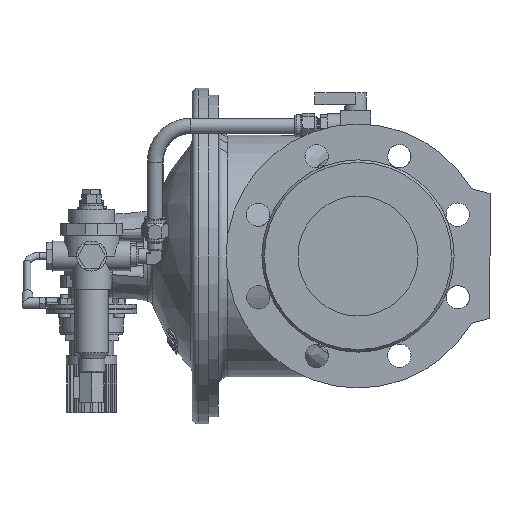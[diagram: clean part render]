
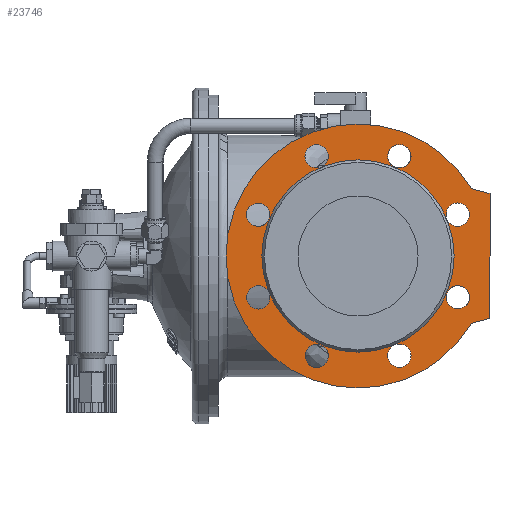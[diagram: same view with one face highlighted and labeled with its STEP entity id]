
A CAD part, left-side view. The second image highlights one B-rep face of the part: STEP entity #23746.
In plain terms, the highlighted planar face has unit normal (-1, 0, 0).
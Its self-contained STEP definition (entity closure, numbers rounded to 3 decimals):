
#11 = AXIS2_PLACEMENT_3D ( 'NONE', #5671, #5472, #5471 ) ;
#2323 = CARTESIAN_POINT ( 'NONE',  ( -172., -34.442, -83.149 ) ) ;
#2324 = DIRECTION ( 'NONE',  ( 1., 0., 0. ) ) ;
#2325 = DIRECTION ( 'NONE',  ( 0., -1., 0. ) ) ;
#2358 = VERTEX_POINT ( 'NONE', #12920 ) ;
#2368 = VERTEX_POINT ( 'NONE', #12898 ) ;
#2369 = VERTEX_POINT ( 'NONE', #12927 ) ;
#2380 = VERTEX_POINT ( 'NONE', #12914 ) ;
#2387 = VERTEX_POINT ( 'NONE', #12900 ) ;
#2406 = VERTEX_POINT ( 'NONE', #12901 ) ;
#2505 = VERTEX_POINT ( 'NONE', #12903 ) ;
#2549 = VERTEX_POINT ( 'NONE', #12895 ) ;
#4174 = CARTESIAN_POINT ( 'NONE',  ( -172., -83.149, 34.442 ) ) ;
#4175 = DIRECTION ( 'NONE',  ( 1., 0., 0. ) ) ;
#4176 = DIRECTION ( 'NONE',  ( 0., 0., 1. ) ) ;
#4421 = CARTESIAN_POINT ( 'NONE',  ( -172., 34.442, 83.149 ) ) ;
#4422 = DIRECTION ( 'NONE',  ( 1., 0., 0. ) ) ;
#4423 = DIRECTION ( 'NONE',  ( 0., 1., 0. ) ) ;
#5471 = DIRECTION ( 'NONE',  ( 0., -0.707, 0.707 ) ) ;
#5472 = DIRECTION ( 'NONE',  ( 1., 0., 0. ) ) ;
#5608 = CARTESIAN_POINT ( 'NONE',  ( -172., -110., 52. ) ) ;
#5657 = DIRECTION ( 'NONE',  ( 0., -0.966, -0.259 ) ) ;
#5671 = CARTESIAN_POINT ( 'NONE',  ( -172., -83.149, -34.442 ) ) ;
#6318 = CARTESIAN_POINT ( 'NONE',  ( -172., -110., 52. ) ) ;
#6321 = DIRECTION ( 'NONE',  ( 0., 0., -1. ) ) ;
#6346 = CARTESIAN_POINT ( 'NONE',  ( -172., -34.442, 83.149 ) ) ;
#6347 = DIRECTION ( 'NONE',  ( 1., 0., 0. ) ) ;
#6348 = DIRECTION ( 'NONE',  ( 0., 0.707, 0.707 ) ) ;
#6454 = CARTESIAN_POINT ( 'NONE',  ( -172., 83.149, -34.442 ) ) ;
#6455 = DIRECTION ( 'NONE',  ( 1., 0., 0. ) ) ;
#6456 = DIRECTION ( 'NONE',  ( 0., 0., -1. ) ) ;
#6458 = CARTESIAN_POINT ( 'NONE',  ( -172., 0., 0. ) ) ;
#6459 = DIRECTION ( 'NONE',  ( 1., 0., 0. ) ) ;
#6460 = DIRECTION ( 'NONE',  ( 0., 1., 0. ) ) ;
#6472 = CARTESIAN_POINT ( 'NONE',  ( -172., 0., 0. ) ) ;
#6473 = DIRECTION ( 'NONE',  ( 1., 0., 0. ) ) ;
#6474 = DIRECTION ( 'NONE',  ( 0., 0., -1. ) ) ;
#6661 = CARTESIAN_POINT ( 'NONE',  ( -172., 34.442, -83.149 ) ) ;
#6662 = DIRECTION ( 'NONE',  ( 1., 0., 0. ) ) ;
#6663 = DIRECTION ( 'NONE',  ( 0., -0.707, -0.707 ) ) ;
#6989 = CARTESIAN_POINT ( 'NONE',  ( -172., 83.149, 34.442 ) ) ;
#6990 = DIRECTION ( 'NONE',  ( 1., 0., 0. ) ) ;
#6991 = DIRECTION ( 'NONE',  ( 0., 0.707, -0.707 ) ) ;
#7112 = CARTESIAN_POINT ( 'NONE',  ( -172., -110., -52. ) ) ;
#7120 = DIRECTION ( 'NONE',  ( 0., 0.966, -0.259 ) ) ;
#9799 = EDGE_CURVE ( 'NONE', #14218, #14218, #38814, .T. ) ;
#9832 = EDGE_CURVE ( 'NONE', #19970, #19357, #38692, .T. ) ;
#10837 = EDGE_LOOP ( 'NONE', ( #23520 ) ) ;
#10842 = EDGE_LOOP ( 'NONE', ( #24007 ) ) ;
#10988 = EDGE_LOOP ( 'NONE', ( #23338 ) ) ;
#11207 = EDGE_LOOP ( 'NONE', ( #23287 ) ) ;
#11232 = EDGE_LOOP ( 'NONE', ( #23566 ) ) ;
#11236 = EDGE_LOOP ( 'NONE', ( #23972, #23158, #24715, #23938 ) ) ;
#11273 = EDGE_LOOP ( 'NONE', ( #23412 ) ) ;
#11417 = EDGE_LOOP ( 'NONE', ( #25022 ) ) ;
#11513 = EDGE_LOOP ( 'NONE', ( #23424 ) ) ;
#11559 = EDGE_LOOP ( 'NONE', ( #23324 ) ) ;
#12754 = CARTESIAN_POINT ( 'NONE',  ( -172., -90.043, -27.547 ) ) ;
#12895 = CARTESIAN_POINT ( 'NONE',  ( -172., -44.192, -83.149 ) ) ;
#12898 = CARTESIAN_POINT ( 'NONE',  ( -172., -27.547, 90.043 ) ) ;
#12900 = CARTESIAN_POINT ( 'NONE',  ( -172., 83.149, -44.192 ) ) ;
#12901 = CARTESIAN_POINT ( 'NONE',  ( -172., 80.101, 0. ) ) ;
#12903 = CARTESIAN_POINT ( 'NONE',  ( -172., 27.547, -90.043 ) ) ;
#12914 = CARTESIAN_POINT ( 'NONE',  ( -172., 90.043, 27.547 ) ) ;
#12920 = CARTESIAN_POINT ( 'NONE',  ( -172., -83.149, 44.192 ) ) ;
#12927 = CARTESIAN_POINT ( 'NONE',  ( -172., 44.192, 83.149 ) ) ;
#14218 = VERTEX_POINT ( 'NONE', #12754 ) ;
#14546 = CIRCLE ( 'NONE', #37751, 9.75 ) ;
#14617 = CIRCLE ( 'NONE', #37774, 9.75 ) ;
#14662 = VECTOR ( 'NONE', #7120, 1000. ) ;
#14663 = CIRCLE ( 'NONE', #37737, 9.75 ) ;
#14669 = LINE ( 'NONE', #7112, #14662 ) ;
#14747 = CIRCLE ( 'NONE', #37668, 9.75 ) ;
#14766 = CIRCLE ( 'NONE', #37684, 9.75 ) ;
#14767 = CIRCLE ( 'NONE', #37685, 80.101 ) ;
#14775 = CIRCLE ( 'NONE', #37687, 110. ) ;
#14796 = CIRCLE ( 'NONE', #37700, 9.75 ) ;
#14834 = LINE ( 'NONE', #6318, #14838 ) ;
#14838 = VECTOR ( 'NONE', #6321, 1000. ) ;
#14854 = CIRCLE ( 'NONE', #37658, 9.75 ) ;
#19352 = VERTEX_POINT ( 'NONE', #34347 ) ;
#19357 = VERTEX_POINT ( 'NONE', #34435 ) ;
#19603 = VERTEX_POINT ( 'NONE', #29763 ) ;
#19970 = VERTEX_POINT ( 'NONE', #29945 ) ;
#23158 = ORIENTED_EDGE ( 'NONE', *, *, #40416, .F. ) ;
#23287 = ORIENTED_EDGE ( 'NONE', *, *, #40503, .T. ) ;
#23324 = ORIENTED_EDGE ( 'NONE', *, *, #40306, .T. ) ;
#23338 = ORIENTED_EDGE ( 'NONE', *, *, #40259, .T. ) ;
#23412 = ORIENTED_EDGE ( 'NONE', *, *, #40410, .T. ) ;
#23424 = ORIENTED_EDGE ( 'NONE', *, *, #9799, .T. ) ;
#23520 = ORIENTED_EDGE ( 'NONE', *, *, #40448, .T. ) ;
#23566 = ORIENTED_EDGE ( 'NONE', *, *, #40281, .T. ) ;
#23746 = ADVANCED_FACE ( 'NONE', ( #34819, #34610, #34815, #34618, #34759, #34762, #34617, #34619, #34812, #34810 ), #30172, .F. ) ;
#23938 = ORIENTED_EDGE ( 'NONE', *, *, #9832, .F. ) ;
#23972 = ORIENTED_EDGE ( 'NONE', *, *, #40313, .F. ) ;
#24007 = ORIENTED_EDGE ( 'NONE', *, *, #40335, .T. ) ;
#24715 = ORIENTED_EDGE ( 'NONE', *, *, #40272, .F. ) ;
#25022 = ORIENTED_EDGE ( 'NONE', *, *, #40305, .T. ) ;
#29763 = CARTESIAN_POINT ( 'NONE',  ( -172., -94.604, -56.125 ) ) ;
#29945 = CARTESIAN_POINT ( 'NONE',  ( -172., -94.604, 56.125 ) ) ;
#30171 = DIRECTION ( 'NONE',  ( 1., 0., 0. ) ) ;
#30172 = PLANE ( 'NONE',  #36841 ) ;
#30175 = CARTESIAN_POINT ( 'NONE',  ( -172., 0., 0. ) ) ;
#30179 = DIRECTION ( 'NONE',  ( 0., 0., -1. ) ) ;
#34347 = CARTESIAN_POINT ( 'NONE',  ( -172., -110., -52. ) ) ;
#34435 = CARTESIAN_POINT ( 'NONE',  ( -172., -110., 52. ) ) ;
#34610 = FACE_BOUND ( 'NONE', #10837, .T. ) ;
#34617 = FACE_BOUND ( 'NONE', #10842, .T. ) ;
#34618 = FACE_BOUND ( 'NONE', #11417, .T. ) ;
#34619 = FACE_BOUND ( 'NONE', #11513, .T. ) ;
#34759 = FACE_BOUND ( 'NONE', #11559, .T. ) ;
#34762 = FACE_OUTER_BOUND ( 'NONE', #11236, .T. ) ;
#34810 = FACE_BOUND ( 'NONE', #11273, .T. ) ;
#34812 = FACE_BOUND ( 'NONE', #11232, .T. ) ;
#34815 = FACE_BOUND ( 'NONE', #10988, .T. ) ;
#34819 = FACE_BOUND ( 'NONE', #11207, .T. ) ;
#36841 = AXIS2_PLACEMENT_3D ( 'NONE', #30175, #30171, #30179 ) ;
#37658 = AXIS2_PLACEMENT_3D ( 'NONE', #2323, #2324, #2325 ) ;
#37668 = AXIS2_PLACEMENT_3D ( 'NONE', #6346, #6347, #6348 ) ;
#37684 = AXIS2_PLACEMENT_3D ( 'NONE', #6454, #6455, #6456 ) ;
#37685 = AXIS2_PLACEMENT_3D ( 'NONE', #6458, #6459, #6460 ) ;
#37687 = AXIS2_PLACEMENT_3D ( 'NONE', #6472, #6473, #6474 ) ;
#37700 = AXIS2_PLACEMENT_3D ( 'NONE', #6661, #6662, #6663 ) ;
#37737 = AXIS2_PLACEMENT_3D ( 'NONE', #6989, #6990, #6991 ) ;
#37751 = AXIS2_PLACEMENT_3D ( 'NONE', #4174, #4175, #4176 ) ;
#37774 = AXIS2_PLACEMENT_3D ( 'NONE', #4421, #4422, #4423 ) ;
#38692 = LINE ( 'NONE', #5608, #38696 ) ;
#38696 = VECTOR ( 'NONE', #5657, 1000. ) ;
#38814 = CIRCLE ( 'NONE', #11, 9.75 ) ;
#40259 = EDGE_CURVE ( 'NONE', #2549, #2549, #14854, .T. ) ;
#40272 = EDGE_CURVE ( 'NONE', #19357, #19352, #14834, .T. ) ;
#40281 = EDGE_CURVE ( 'NONE', #2368, #2368, #14747, .T. ) ;
#40305 = EDGE_CURVE ( 'NONE', #2387, #2387, #14766, .T. ) ;
#40306 = EDGE_CURVE ( 'NONE', #2406, #2406, #14767, .T. ) ;
#40313 = EDGE_CURVE ( 'NONE', #19603, #19970, #14775, .T. ) ;
#40335 = EDGE_CURVE ( 'NONE', #2505, #2505, #14796, .T. ) ;
#40410 = EDGE_CURVE ( 'NONE', #2380, #2380, #14663, .T. ) ;
#40416 = EDGE_CURVE ( 'NONE', #19352, #19603, #14669, .T. ) ;
#40448 = EDGE_CURVE ( 'NONE', #2358, #2358, #14546, .T. ) ;
#40503 = EDGE_CURVE ( 'NONE', #2369, #2369, #14617, .T. ) ;
